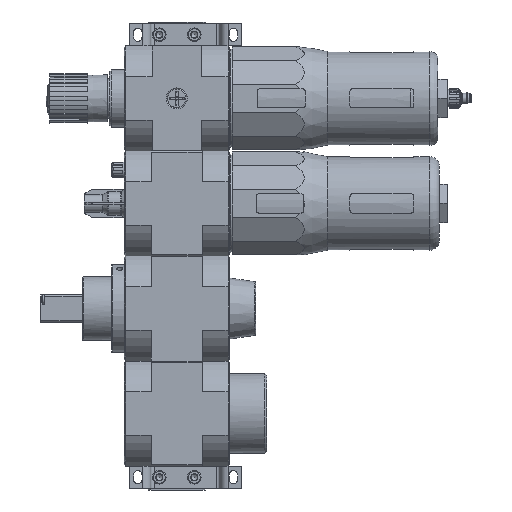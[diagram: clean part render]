
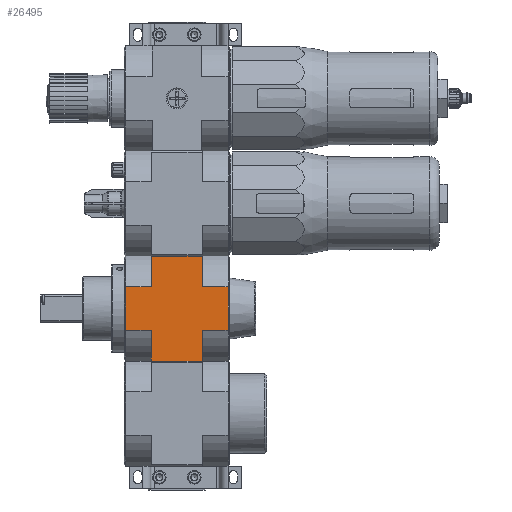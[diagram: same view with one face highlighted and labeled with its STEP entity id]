
A CAD part, left-side view. The second image highlights one B-rep face of the part: STEP entity #26495.
In plain terms, the highlighted face is planar.
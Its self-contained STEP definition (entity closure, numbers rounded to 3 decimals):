
#7744=ORIENTED_EDGE('',*,*,#12897,.T.);
#7745=ORIENTED_EDGE('',*,*,#12898,.F.);
#7746=ORIENTED_EDGE('',*,*,#12899,.T.);
#7747=ORIENTED_EDGE('',*,*,#12881,.T.);
#7748=ORIENTED_EDGE('',*,*,#12900,.F.);
#7749=ORIENTED_EDGE('',*,*,#12901,.F.);
#7750=ORIENTED_EDGE('',*,*,#12902,.F.);
#7751=ORIENTED_EDGE('',*,*,#12903,.F.);
#7752=ORIENTED_EDGE('',*,*,#12904,.F.);
#7753=ORIENTED_EDGE('',*,*,#12889,.T.);
#7754=ORIENTED_EDGE('',*,*,#12905,.T.);
#7755=ORIENTED_EDGE('',*,*,#12906,.F.);
#12881=EDGE_CURVE('',#15888,#15887,#17813,.T.);
#12889=EDGE_CURVE('',#15895,#15894,#17818,.T.);
#12897=EDGE_CURVE('',#15901,#15902,#17826,.T.);
#12898=EDGE_CURVE('',#15903,#15902,#17827,.F.);
#12899=EDGE_CURVE('',#15903,#15888,#17828,.T.);
#12900=EDGE_CURVE('',#15904,#15887,#17829,.T.);
#12901=EDGE_CURVE('',#15905,#15904,#17830,.F.);
#12902=EDGE_CURVE('',#15906,#15905,#17831,.T.);
#12903=EDGE_CURVE('',#15907,#15906,#17832,.T.);
#12904=EDGE_CURVE('',#15895,#15907,#17833,.T.);
#12905=EDGE_CURVE('',#15894,#15908,#17834,.T.);
#12906=EDGE_CURVE('',#15901,#15908,#17835,.T.);
#15887=VERTEX_POINT('',#54077);
#15888=VERTEX_POINT('',#54079);
#15894=VERTEX_POINT('',#54093);
#15895=VERTEX_POINT('',#54095);
#15901=VERTEX_POINT('',#54110);
#15902=VERTEX_POINT('',#54111);
#15903=VERTEX_POINT('',#54113);
#15904=VERTEX_POINT('',#54116);
#15905=VERTEX_POINT('',#54118);
#15906=VERTEX_POINT('',#54120);
#15907=VERTEX_POINT('',#54122);
#15908=VERTEX_POINT('',#54125);
#17813=LINE('',#54078,#19733);
#17818=LINE('',#54094,#19738);
#17826=LINE('',#54109,#19746);
#17827=LINE('',#54112,#19747);
#17828=LINE('',#54114,#19748);
#17829=LINE('',#54115,#19749);
#17830=LINE('',#54117,#19750);
#17831=LINE('',#54119,#19751);
#17832=LINE('',#54121,#19752);
#17833=LINE('',#54123,#19753);
#17834=LINE('',#54124,#19754);
#17835=LINE('',#54126,#19755);
#19733=VECTOR('',#44392,1000.);
#19738=VECTOR('',#44405,1000.);
#19746=VECTOR('',#44415,1000.);
#19747=VECTOR('',#44416,1000.);
#19748=VECTOR('',#44417,1000.);
#19749=VECTOR('',#44418,1000.);
#19750=VECTOR('',#44419,1000.);
#19751=VECTOR('',#44420,1000.);
#19752=VECTOR('',#44421,1000.);
#19753=VECTOR('',#44422,1000.);
#19754=VECTOR('',#44423,1000.);
#19755=VECTOR('',#44424,1000.);
#21780=EDGE_LOOP('',(#7744,#7745,#7746,#7747,#7748,#7749,#7750,#7751,#7752,
#7753,#7754,#7755));
#23860=FACE_BOUND('',#21780,.T.);
#25138=PLANE('',#38138);
#26495=ADVANCED_FACE('',(#23860),#25138,.T.);
#38138=AXIS2_PLACEMENT_3D('',#54108,#44413,#44414);
#44392=DIRECTION('',(0.,-1.,0.));
#44405=DIRECTION('',(0.,1.,0.));
#44413=DIRECTION('',(0.,0.,1.));
#44414=DIRECTION('',(1.,0.,0.));
#44415=DIRECTION('',(-1.,0.,0.));
#44416=DIRECTION('',(0.,-1.,0.));
#44417=DIRECTION('',(-1.,0.,0.));
#44418=DIRECTION('',(-1.,0.,0.));
#44419=DIRECTION('',(0.,-1.,0.));
#44420=DIRECTION('',(-1.,0.,0.));
#44421=DIRECTION('',(0.,-1.,0.));
#44422=DIRECTION('',(-1.,0.,0.));
#44423=DIRECTION('',(-1.,0.,0.));
#44424=DIRECTION('',(0.,-1.,0.));
#54077=CARTESIAN_POINT('',(-33.,-16.,33.));
#54078=CARTESIAN_POINT('',(-33.,32.2,33.));
#54079=CARTESIAN_POINT('',(-33.,16.,33.));
#54093=CARTESIAN_POINT('',(33.,16.,33.));
#54094=CARTESIAN_POINT('',(33.,-32.2,33.));
#54095=CARTESIAN_POINT('',(33.,-16.,33.));
#54108=CARTESIAN_POINT('',(0.,0.,33.));
#54109=CARTESIAN_POINT('',(33.,32.2,33.));
#54110=CARTESIAN_POINT('',(13.75,32.2,33.));
#54111=CARTESIAN_POINT('',(-13.75,32.2,33.));
#54112=CARTESIAN_POINT('',(-13.75,50.,33.));
#54113=CARTESIAN_POINT('',(-13.75,16.,33.));
#54114=CARTESIAN_POINT('',(0.,16.,33.));
#54115=CARTESIAN_POINT('',(0.,-16.,33.));
#54116=CARTESIAN_POINT('',(-13.75,-16.,33.));
#54117=CARTESIAN_POINT('',(-13.75,-16.,33.));
#54118=CARTESIAN_POINT('',(-13.75,-32.2,33.));
#54119=CARTESIAN_POINT('',(33.,-32.2,33.));
#54120=CARTESIAN_POINT('',(13.75,-32.2,33.));
#54121=CARTESIAN_POINT('',(13.75,-16.,33.));
#54122=CARTESIAN_POINT('',(13.75,-16.,33.));
#54123=CARTESIAN_POINT('',(0.,-16.,33.));
#54124=CARTESIAN_POINT('',(0.,16.,33.));
#54125=CARTESIAN_POINT('',(13.75,16.,33.));
#54126=CARTESIAN_POINT('',(13.75,50.,33.));
